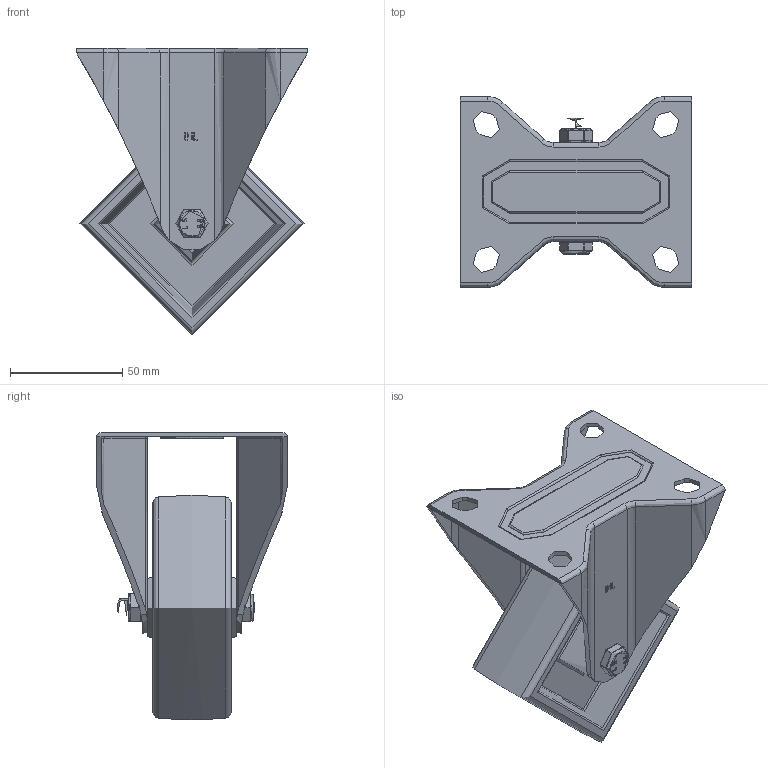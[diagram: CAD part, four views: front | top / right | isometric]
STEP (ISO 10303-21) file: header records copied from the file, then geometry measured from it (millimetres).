
FILE_DESCRIPTION(/* description */ ('','CAx-IF Rec.Pracs.---Representation and Presentation of Product Manufacturing Information (PMI)---4.0---2014-10-13'),/* implementation_level */ '2;1');
FILE_NAME(/* name */ 'BZMMF100LAN3.step',/* time_stamp */ '2025-01-07T12:37:47Z',/* author */ (''),/* organization */ (''),/* preprocessor_version */ 'ST-DEVELOPER v20',/* originating_system */ 'Autodesk Translation Framework v13.20.0.188',/* authorisation */ '');
FILE_SCHEMA (('AP242_MANAGED_MODEL_BASED_3D_ENGINEERING_MIM_LF { 1 0 10303 442 1 1 4 }'));
Length unit declared in the file: millimetre
Products named in the file (12): BZMMF100LAN3; BZMMF100AS v1; BZMMF100AS; ZINC PLATED, PRESSED STEEL BRACKET; WANL100M12/300 v2; DITHERM HITH TEMP WHEEL; TUBEM12X40SS v1; STAINLESS STEEL TUBE; HEXBOLTM8X55Z8.8 v2; GRADE 8.8 ZINC PLATED BOLT; NM8GR8FULLZHT v1; M8 NUT
Assembly tree (11 placements, depth 3):
  BZMMF100LAN3
    BZMMF100AS v1
      BZMMF100AS
      ZINC PLATED, PRESSED STEEL BRACKET
    WANL100M12/300 v2
      DITHERM HITH TEMP WHEEL
    TUBEM12X40SS v1
      STAINLESS STEEL TUBE
    HEXBOLTM8X55Z8.8 v2
      GRADE 8.8 ZINC PLATED BOLT
    NM8GR8FULLZHT v1
      M8 NUT
Bounding box: 103 x 85 x 127.92 mm (x, y, z)
Volume: 203559.3 mm3; surface area: 76660.9 mm2
Topology: 5 solids, 5 shells, 393 faces, 960 edges, 595 vertices
Faces by surface type: cylinder 144, plane 115, bspline 49, torus 36, cone 25, sphere 24
Full cylindrical faces by diameter (mm): 0.664 x2, 6.446 x7, 7.866 x13, 8 x2, 8.25 x2, 8.5 x1, 11.5 x1, 11.9 x1, 12.5 x1
Entity records: 19746 total; most frequent: CARTESIAN_POINT 10536, ORIENTED_EDGE 1908, DIRECTION 1790, EDGE_CURVE 954, AXIS2_PLACEMENT_3D 702, VERTEX_POINT 595, EDGE_LOOP 435, FACE_OUTER_BOUND 393
